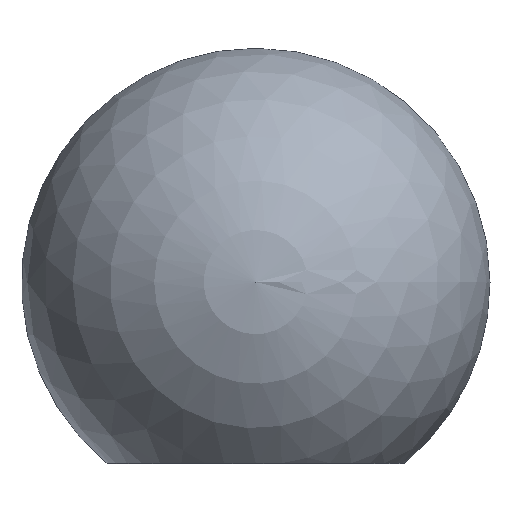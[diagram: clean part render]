
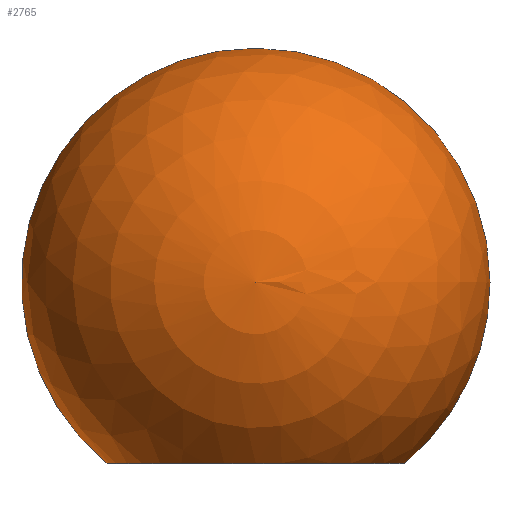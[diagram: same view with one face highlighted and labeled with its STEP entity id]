
A CAD part, top view. The second image highlights one B-rep face of the part: STEP entity #2765.
In plain terms, the highlighted spherical face has radius 10 mm.
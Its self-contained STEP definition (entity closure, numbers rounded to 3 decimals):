
#281 = EDGE_CURVE ( 'NONE', #8212, #2152, #10317, .T. ) ;
#1006 = DIRECTION ( 'NONE',  ( 0., 0., -1. ) ) ;
#1875 = DIRECTION ( 'NONE',  ( 1., 0., 0. ) ) ;
#2152 = VERTEX_POINT ( 'NONE', #7483 ) ;
#2765 = ADVANCED_FACE ( 'NONE', ( #10999 ), #6802, .T. ) ;
#3190 = DIRECTION ( 'NONE',  ( 0., 0., 1. ) ) ;
#3858 = CIRCLE ( 'NONE', #8796, 10. ) ;
#4626 = CARTESIAN_POINT ( 'NONE',  ( 0., 0., 0. ) ) ;
#5007 = DIRECTION ( 'NONE',  ( 1., 0., 0. ) ) ;
#5047 = EDGE_CURVE ( 'NONE', #8668, #8212, #3858, .T. ) ;
#5646 = CARTESIAN_POINT ( 'NONE',  ( 6.35, -7.725, 0. ) ) ;
#5669 = ORIENTED_EDGE ( 'NONE', *, *, #281, .F. ) ;
#5888 = DIRECTION ( 'NONE',  ( 1., 0., 0. ) ) ;
#6802 = SPHERICAL_SURFACE ( 'NONE', #9697, 10. ) ;
#6804 = CARTESIAN_POINT ( 'NONE',  ( 0., -7.725, 0. ) ) ;
#7214 = DIRECTION ( 'NONE',  ( 0., 0., 1. ) ) ;
#7226 = CARTESIAN_POINT ( 'NONE',  ( 0., 0., 0. ) ) ;
#7483 = CARTESIAN_POINT ( 'NONE',  ( -6.35, -7.725, 0. ) ) ;
#7770 = AXIS2_PLACEMENT_3D ( 'NONE', #4626, #7214, #1875 ) ;
#8097 = ORIENTED_EDGE ( 'NONE', *, *, #10509, .T. ) ;
#8180 = AXIS2_PLACEMENT_3D ( 'NONE', #6804, #11271, #5007 ) ;
#8212 = VERTEX_POINT ( 'NONE', #5646 ) ;
#8533 = CARTESIAN_POINT ( 'NONE',  ( 0., 0., 0. ) ) ;
#8535 = ORIENTED_EDGE ( 'NONE', *, *, #5047, .F. ) ;
#8612 = EDGE_LOOP ( 'NONE', ( #8535, #8097, #5669 ) ) ;
#8668 = VERTEX_POINT ( 'NONE', #10060 ) ;
#8796 = AXIS2_PLACEMENT_3D ( 'NONE', #7226, #1006, #10872 ) ;
#9108 = CIRCLE ( 'NONE', #7770, 10. ) ;
#9697 = AXIS2_PLACEMENT_3D ( 'NONE', #8533, #3190, #5888 ) ;
#10060 = CARTESIAN_POINT ( 'NONE',  ( 0., 10., 0. ) ) ;
#10317 = CIRCLE ( 'NONE', #8180, 6.35 ) ;
#10509 = EDGE_CURVE ( 'NONE', #8668, #2152, #9108, .T. ) ;
#10872 = DIRECTION ( 'NONE',  ( -1., 0., 0. ) ) ;
#10999 = FACE_OUTER_BOUND ( 'NONE', #8612, .T. ) ;
#11271 = DIRECTION ( 'NONE',  ( 0., -1., 0. ) ) ;
